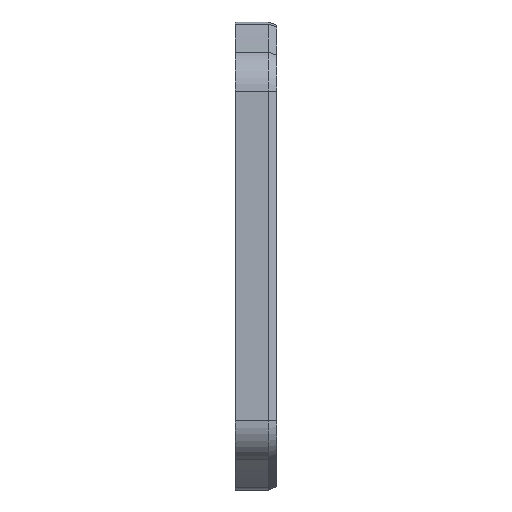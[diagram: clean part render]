
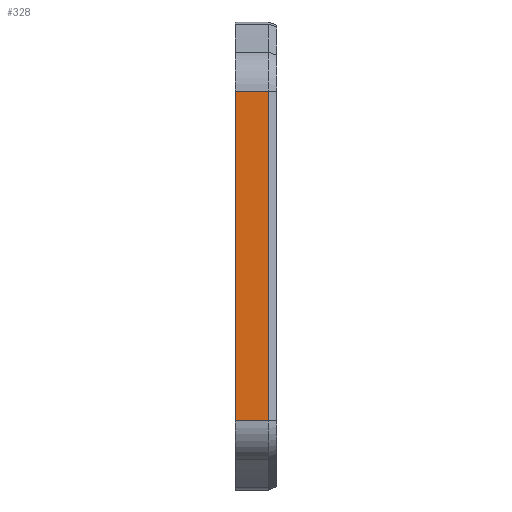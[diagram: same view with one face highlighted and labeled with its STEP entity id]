
A CAD part, left-side view. The second image highlights one B-rep face of the part: STEP entity #328.
In plain terms, the highlighted planar face has unit normal (-1, 0, 0).
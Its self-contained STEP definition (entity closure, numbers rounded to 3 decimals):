
#117 = DIRECTION ( 'NONE',  ( 0., 0., 1. ) ) ;
#328 = ADVANCED_FACE ( 'NONE', ( #1845 ), #5737, .F. ) ;
#464 = CARTESIAN_POINT ( 'NONE',  ( -2.2, 1.648, 68.8 ) ) ;
#512 = CARTESIAN_POINT ( 'NONE',  ( -2.2, 1.648, 6. ) ) ;
#848 = EDGE_CURVE ( 'NONE', #3606, #6582, #4709, .T. ) ;
#1404 = CARTESIAN_POINT ( 'NONE',  ( -2.2, 8., 6. ) ) ;
#1754 = LINE ( 'NONE', #512, #6680 ) ;
#1789 = CARTESIAN_POINT ( 'NONE',  ( -2.2, 8., 68.8 ) ) ;
#1845 = FACE_OUTER_BOUND ( 'NONE', #5317, .T. ) ;
#1901 = DIRECTION ( 'NONE',  ( 0., 0., -1. ) ) ;
#2033 = LINE ( 'NONE', #2620, #5360 ) ;
#2129 = ORIENTED_EDGE ( 'NONE', *, *, #4209, .T. ) ;
#2206 = CARTESIAN_POINT ( 'NONE',  ( -2.2, 1.648, 6. ) ) ;
#2225 = LINE ( 'NONE', #3421, #7846 ) ;
#2620 = CARTESIAN_POINT ( 'NONE',  ( -2.2, 8., 6. ) ) ;
#2699 = AXIS2_PLACEMENT_3D ( 'NONE', #8272, #7030, #1901 ) ;
#2829 = VERTEX_POINT ( 'NONE', #2206 ) ;
#3069 = DIRECTION ( 'NONE',  ( 0., 0., 1. ) ) ;
#3101 = DIRECTION ( 'NONE',  ( 0., -1., 0. ) ) ;
#3268 = ORIENTED_EDGE ( 'NONE', *, *, #848, .F. ) ;
#3421 = CARTESIAN_POINT ( 'NONE',  ( -2.2, 8., 6. ) ) ;
#3606 = VERTEX_POINT ( 'NONE', #1789 ) ;
#4074 = DIRECTION ( 'NONE',  ( 0., -1., 0. ) ) ;
#4209 = EDGE_CURVE ( 'NONE', #2829, #6582, #1754, .T. ) ;
#4709 = LINE ( 'NONE', #7037, #5211 ) ;
#5211 = VECTOR ( 'NONE', #3101, 1000. ) ;
#5317 = EDGE_LOOP ( 'NONE', ( #7932, #2129, #3268, #6685 ) ) ;
#5320 = EDGE_CURVE ( 'NONE', #7165, #2829, #2225, .T. ) ;
#5360 = VECTOR ( 'NONE', #117, 1000. ) ;
#5737 = PLANE ( 'NONE',  #2699 ) ;
#6582 = VERTEX_POINT ( 'NONE', #464 ) ;
#6680 = VECTOR ( 'NONE', #3069, 1000. ) ;
#6685 = ORIENTED_EDGE ( 'NONE', *, *, #7122, .F. ) ;
#7030 = DIRECTION ( 'NONE',  ( 1., 0., 0. ) ) ;
#7037 = CARTESIAN_POINT ( 'NONE',  ( -2.2, 8., 68.8 ) ) ;
#7122 = EDGE_CURVE ( 'NONE', #7165, #3606, #2033, .T. ) ;
#7165 = VERTEX_POINT ( 'NONE', #1404 ) ;
#7846 = VECTOR ( 'NONE', #4074, 1000. ) ;
#7932 = ORIENTED_EDGE ( 'NONE', *, *, #5320, .T. ) ;
#8272 = CARTESIAN_POINT ( 'NONE',  ( -2.2, 8., 6. ) ) ;
